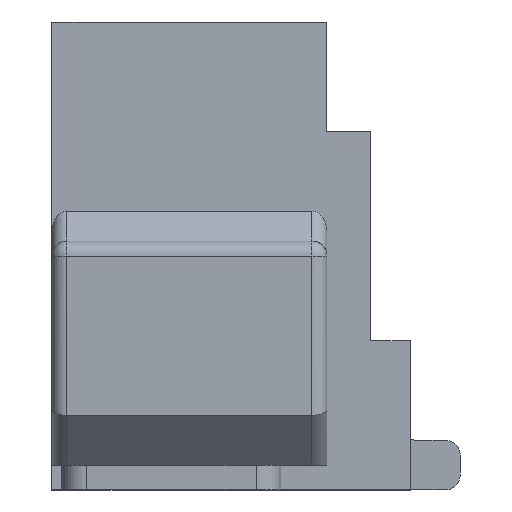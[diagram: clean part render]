
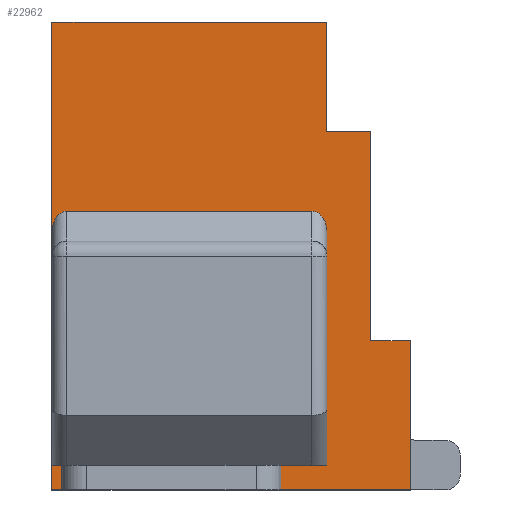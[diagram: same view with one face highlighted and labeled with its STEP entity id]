
A CAD part, left-side view. The second image highlights one B-rep face of the part: STEP entity #22962.
In plain terms, the highlighted planar face has unit normal (-1, 0, 0).
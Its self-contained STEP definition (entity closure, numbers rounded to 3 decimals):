
#88 = DIRECTION ( 'NONE',  ( 0., 0., -1. ) ) ;
#89 = VERTEX_POINT ( 'NONE', #10865 ) ;
#125 = CARTESIAN_POINT ( 'NONE',  ( -2.125, 1.088, 2.8 ) ) ;
#1272 = DIRECTION ( 'NONE',  ( 0., -1., 0. ) ) ;
#1440 = CARTESIAN_POINT ( 'NONE',  ( -2.125, -2.05, 4.7 ) ) ;
#1455 = EDGE_CURVE ( 'NONE', #17148, #24576, #18848, .T. ) ;
#1711 = EDGE_CURVE ( 'NONE', #14764, #24399, #20173, .T. ) ;
#1783 = EDGE_CURVE ( 'NONE', #22798, #22183, #9544, .T. ) ;
#1993 = CARTESIAN_POINT ( 'NONE',  ( -2.125, 1.15, 2.588 ) ) ;
#2023 = AXIS2_PLACEMENT_3D ( 'NONE', #8749, #8370, #22593 ) ;
#2360 = CARTESIAN_POINT ( 'NONE',  ( -2.125, 1.15, 0. ) ) ;
#2500 = CARTESIAN_POINT ( 'NONE',  ( -2.125, -2.45, 0. ) ) ;
#2570 = CARTESIAN_POINT ( 'NONE',  ( -2.125, -1.612, 3.6 ) ) ;
#3131 = VERTEX_POINT ( 'NONE', #15390 ) ;
#3282 = LINE ( 'NONE', #18431, #23715 ) ;
#3517 = CARTESIAN_POINT ( 'NONE',  ( -2.125, -2.45, 1.5 ) ) ;
#3569 = CARTESIAN_POINT ( 'NONE',  ( -2.125, -1.612, 2.588 ) ) ;
#3648 = CARTESIAN_POINT ( 'NONE',  ( -2.125, -1.612, 0.25 ) ) ;
#4369 = ORIENTED_EDGE ( 'NONE', *, *, #13151, .F. ) ;
#4472 = FACE_OUTER_BOUND ( 'NONE', #18589, .T. ) ;
#4812 = LINE ( 'NONE', #2570, #17292 ) ;
#5209 = VECTOR ( 'NONE', #8363, 1000. ) ;
#5829 = VECTOR ( 'NONE', #18223, 1000. ) ;
#5958 = ORIENTED_EDGE ( 'NONE', *, *, #1711, .T. ) ;
#6019 = EDGE_CURVE ( 'NONE', #3131, #16451, #22460, .T. ) ;
#6054 = ORIENTED_EDGE ( 'NONE', *, *, #1455, .F. ) ;
#6607 = VECTOR ( 'NONE', #12015, 1000. ) ;
#6611 = VECTOR ( 'NONE', #20010, 1000. ) ;
#6625 = LINE ( 'NONE', #2360, #6611 ) ;
#7164 = CARTESIAN_POINT ( 'NONE',  ( -2.125, -1.612, 2.588 ) ) ;
#7767 = VECTOR ( 'NONE', #88, 1000. ) ;
#7879 = DIRECTION ( 'NONE',  ( 0., 0., -1. ) ) ;
#7943 = CARTESIAN_POINT ( 'NONE',  ( -2.125, -2.05, 1.5 ) ) ;
#8363 = DIRECTION ( 'NONE',  ( 0., -1., 0. ) ) ;
#8370 = DIRECTION ( 'NONE',  ( 1., 0., 0. ) ) ;
#8430 = ORIENTED_EDGE ( 'NONE', *, *, #6019, .F. ) ;
#8749 = CARTESIAN_POINT ( 'NONE',  ( -2.125, 1.15, 4.7 ) ) ;
#8817 = ORIENTED_EDGE ( 'NONE', *, *, #1783, .F. ) ;
#9544 = LINE ( 'NONE', #12633, #5209 ) ;
#10459 = CARTESIAN_POINT ( 'NONE',  ( -2.125, -1.462, 2.8 ) ) ;
#10607 = LINE ( 'NONE', #14738, #5829 ) ;
#10865 = CARTESIAN_POINT ( 'NONE',  ( -2.125, -1.612, 3.6 ) ) ;
#10873 = VECTOR ( 'NONE', #7879, 1000. ) ;
#10961 = DIRECTION ( 'NONE',  ( 0., -1., 0. ) ) ;
#11199 = CARTESIAN_POINT ( 'NONE',  ( -2.125, 1.15, 0.25 ) ) ;
#11445 = EDGE_CURVE ( 'NONE', #16519, #17148, #17483, .T. ) ;
#11490 = ORIENTED_EDGE ( 'NONE', *, *, #24718, .F. ) ;
#11618 = VECTOR ( 'NONE', #23958, 1000. ) ;
#11732 = CARTESIAN_POINT ( 'NONE',  ( -2.125, -1.612, 2.5 ) ) ;
#11765 = ORIENTED_EDGE ( 'NONE', *, *, #13966, .T. ) ;
#11918 = ORIENTED_EDGE ( 'NONE', *, *, #16123, .F. ) ;
#12015 = DIRECTION ( 'NONE',  ( 0., 0., 1. ) ) ;
#12192 = CARTESIAN_POINT ( 'NONE',  ( -2.125, 1., 2.8 ) ) ;
#12327 = VECTOR ( 'NONE', #10961, 1000. ) ;
#12487 = DIRECTION ( 'NONE',  ( 0., 0., 1. ) ) ;
#12547 = VERTEX_POINT ( 'NONE', #3517 ) ;
#12633 = CARTESIAN_POINT ( 'NONE',  ( -2.125, 1.15, 4.7 ) ) ;
#13151 = EDGE_CURVE ( 'NONE', #89, #3131, #3282, .T. ) ;
#13212 = VERTEX_POINT ( 'NONE', #7164 ) ;
#13428 = CARTESIAN_POINT ( 'NONE',  ( -2.125, 1., 2.8 ) ) ;
#13585 = LINE ( 'NONE', #22818, #16609 ) ;
#13966 = EDGE_CURVE ( 'NONE', #89, #22183, #4812, .T. ) ;
#14411 = CARTESIAN_POINT ( 'NONE',  ( -2.125, 0., 1.5 ) ) ;
#14738 = CARTESIAN_POINT ( 'NONE',  ( -2.125, -2.45, 5.769 ) ) ;
#14764 = VERTEX_POINT ( 'NONE', #18316 ) ;
#14982 = CARTESIAN_POINT ( 'NONE',  ( -2.125, -1.462, 2.8 ) ) ;
#15018 = CARTESIAN_POINT ( 'NONE',  ( -2.125, 1.15, 4.7 ) ) ;
#15283 = EDGE_CURVE ( 'NONE', #13212, #24576, #17203, .T. ) ;
#15323 = CARTESIAN_POINT ( 'NONE',  ( -2.125, -1.55, 2.8 ) ) ;
#15390 = CARTESIAN_POINT ( 'NONE',  ( -2.125, -2.05, 3.6 ) ) ;
#15827 = EDGE_CURVE ( 'NONE', #16519, #19990, #6625, .T. ) ;
#15873 = ORIENTED_EDGE ( 'NONE', *, *, #16179, .T. ) ;
#16123 = EDGE_CURVE ( 'NONE', #12547, #19990, #10607, .T. ) ;
#16131 = DIRECTION ( 'NONE',  ( 0., -1., 0. ) ) ;
#16150 = EDGE_CURVE ( 'NONE', #24399, #22579, #13585, .T. ) ;
#16179 = EDGE_CURVE ( 'NONE', #22579, #13212, #20314, .T. ) ;
#16353 = CARTESIAN_POINT ( 'NONE',  ( -2.125, -1.612, 4.7 ) ) ;
#16451 = VERTEX_POINT ( 'NONE', #7943 ) ;
#16502 = LINE ( 'NONE', #14411, #16837 ) ;
#16519 = VERTEX_POINT ( 'NONE', #18194 ) ;
#16609 = VECTOR ( 'NONE', #24694, 1000. ) ;
#16715 = ORIENTED_EDGE ( 'NONE', *, *, #15827, .T. ) ;
#16837 = VECTOR ( 'NONE', #16131, 1000. ) ;
#17148 = VERTEX_POINT ( 'NONE', #23672 ) ;
#17203 = LINE ( 'NONE', #11732, #7767 ) ;
#17255 = CARTESIAN_POINT ( 'NONE',  ( -2.125, 1.15, 2.712 ) ) ;
#17292 = VECTOR ( 'NONE', #12487, 1000. ) ;
#17483 = LINE ( 'NONE', #21125, #6607 ) ;
#17494 = ORIENTED_EDGE ( 'NONE', *, *, #20023, .T. ) ;
#18194 = CARTESIAN_POINT ( 'NONE',  ( -2.125, 1.15, 0. ) ) ;
#18223 = DIRECTION ( 'NONE',  ( 0., 0., -1. ) ) ;
#18316 = CARTESIAN_POINT ( 'NONE',  ( -2.125, 1.15, 2.588 ) ) ;
#18431 = CARTESIAN_POINT ( 'NONE',  ( -2.125, -2.05, 3.6 ) ) ;
#18589 = EDGE_LOOP ( 'NONE', ( #17494, #5958, #20587, #15873, #19391, #6054, #20462, #16715, #11918, #11490, #8430, #4369, #11765, #8817 ) ) ;
#18848 = LINE ( 'NONE', #11199, #12327 ) ;
#19391 = ORIENTED_EDGE ( 'NONE', *, *, #15283, .T. ) ;
#19990 = VERTEX_POINT ( 'NONE', #2500 ) ;
#20010 = DIRECTION ( 'NONE',  ( 0., -1., 0. ) ) ;
#20023 = EDGE_CURVE ( 'NONE', #22798, #14764, #21131, .T. ) ;
#20173 =( BOUNDED_CURVE ( )  B_SPLINE_CURVE ( 3, ( #1993, #17255, #125, #13428 ),
 .UNSPECIFIED., .F., .F. ) 
 B_SPLINE_CURVE_WITH_KNOTS ( ( 4, 4 ),
 ( 4.712, 6.283 ),
 .UNSPECIFIED. ) 
 CURVE ( )  GEOMETRIC_REPRESENTATION_ITEM ( )  RATIONAL_B_SPLINE_CURVE ( ( 1., 0.805, 0.805, 1. ) ) 
 REPRESENTATION_ITEM ( '' )  );
#20314 =( BOUNDED_CURVE ( )  B_SPLINE_CURVE ( 3, ( #14982, #15323, #20716, #3569 ),
 .UNSPECIFIED., .F., .T. ) 
 B_SPLINE_CURVE_WITH_KNOTS ( ( 4, 4 ),
 ( 0., 1.571 ),
 .UNSPECIFIED. ) 
 CURVE ( )  GEOMETRIC_REPRESENTATION_ITEM ( )  RATIONAL_B_SPLINE_CURVE ( ( 1., 0.805, 0.805, 1. ) ) 
 REPRESENTATION_ITEM ( '' )  );
#20462 = ORIENTED_EDGE ( 'NONE', *, *, #11445, .F. ) ;
#20587 = ORIENTED_EDGE ( 'NONE', *, *, #16150, .T. ) ;
#20716 = CARTESIAN_POINT ( 'NONE',  ( -2.125, -1.612, 2.712 ) ) ;
#21125 = CARTESIAN_POINT ( 'NONE',  ( -2.125, 1.15, 4.7 ) ) ;
#21131 = LINE ( 'NONE', #23233, #10873 ) ;
#22183 = VERTEX_POINT ( 'NONE', #16353 ) ;
#22460 = LINE ( 'NONE', #1440, #11618 ) ;
#22579 = VERTEX_POINT ( 'NONE', #10459 ) ;
#22593 = DIRECTION ( 'NONE',  ( 0., 1., 0. ) ) ;
#22798 = VERTEX_POINT ( 'NONE', #15018 ) ;
#22818 = CARTESIAN_POINT ( 'NONE',  ( -2.125, 1.15, 2.8 ) ) ;
#22962 = ADVANCED_FACE ( 'NONE', ( #4472 ), #23849, .F. ) ;
#23233 = CARTESIAN_POINT ( 'NONE',  ( -2.125, 1.15, 4.7 ) ) ;
#23672 = CARTESIAN_POINT ( 'NONE',  ( -2.125, 1.15, 0.25 ) ) ;
#23715 = VECTOR ( 'NONE', #1272, 1000. ) ;
#23849 = PLANE ( 'NONE',  #2023 ) ;
#23958 = DIRECTION ( 'NONE',  ( 0., 0., -1. ) ) ;
#24399 = VERTEX_POINT ( 'NONE', #12192 ) ;
#24576 = VERTEX_POINT ( 'NONE', #3648 ) ;
#24694 = DIRECTION ( 'NONE',  ( 0., -1., 0. ) ) ;
#24718 = EDGE_CURVE ( 'NONE', #16451, #12547, #16502, .T. ) ;
